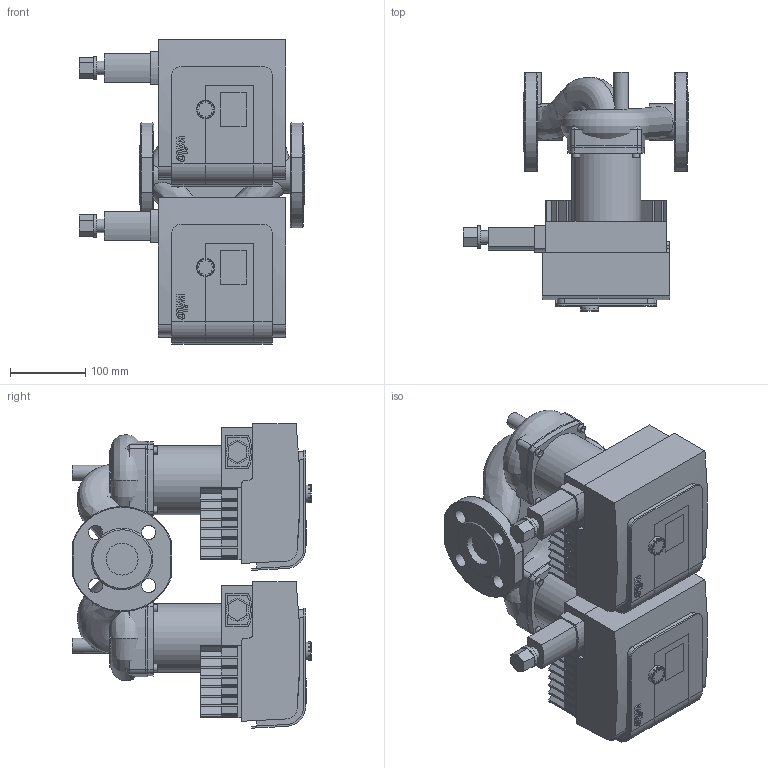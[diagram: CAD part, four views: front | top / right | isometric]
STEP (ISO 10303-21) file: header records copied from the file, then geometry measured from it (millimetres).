
FILE_DESCRIPTION(/* description */ (''),/* implementation_level */ '2;1');
FILE_NAME(/* name */ '3d_StratosMAXO-D32_0_5-8PN16-2186291.stp',/* time_stamp */ '2017-09-25T15:05:57+02:00',/* author */ ('Andrzej'),/* organization */ (''),/* preprocessor_version */ 'ST-DEVELOPER v16.13',/* originating_system */ 'AutoCAD Mechanical',/* authorisation */ '');
FILE_SCHEMA (('AUTOMOTIVE_DESIGN { 1 0 10303 214 3 1 1 }'));
Products named in the file (1): Product
Bounding box: 300 x 318 x 405 mm (x, y, z)
Volume: 11142041.4 mm3; surface area: 1120650.1 mm2
Topology: 29 solids, 29 shells, 1410 faces, 3636 edges, 2243 vertices
Faces by surface type: plane 729, cylinder 413, sphere 112, torus 80, bspline 58, cone 18
Full cylindrical faces by diameter (mm): 10 x11, 18 x3, 19 x8, 20 x2, 24 x2, 30 x2, 42.4 x2, 48.76 x2, 92 x2
Entity records: 67615 total; most frequent: CARTESIAN_POINT 33703, ORIENTED_EDGE 7030, DIRECTION 7020, EDGE_CURVE 3515, AXIS2_PLACEMENT_3D 2379, LINE 2262, VECTOR 2262, VERTEX_POINT 2222
